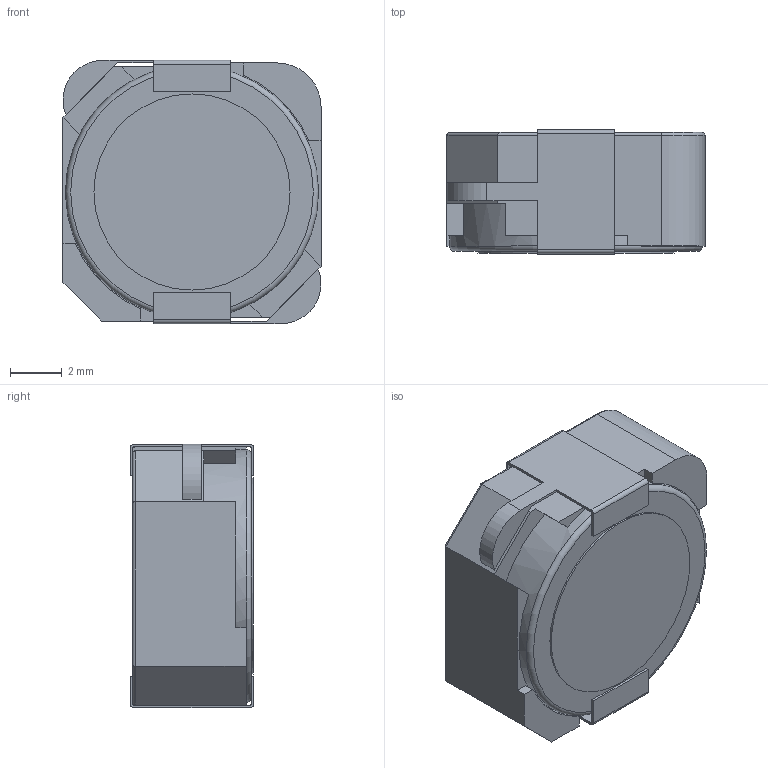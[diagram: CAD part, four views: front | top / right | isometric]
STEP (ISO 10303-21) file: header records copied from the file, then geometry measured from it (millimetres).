
FILE_DESCRIPTION (( 'STEP AP214' ), '1' );
FILE_NAME ('SRR1050A-120Y.STEP', '2018-09-30T13:58:56', ( '' ), ( '' ), 'SwSTEP 2.0', 'SolidWorks 2017', '' );
FILE_SCHEMA (( 'AUTOMOTIVE_DESIGN' ));
Length unit declared in the file: millimetre
Products named in the file (1): SRR1050A-120Y
Bounding box: 10 x 4.8 x 10.2 mm (x, y, z)
Volume: 414.9 mm3; surface area: 517.7 mm2
Topology: 3 solids, 3 shells, 107 faces, 279 edges, 180 vertices
Faces by surface type: plane 71, cylinder 33, torus 3
Entity records: 3528 total; most frequent: CARTESIAN_POINT 585, ORIENTED_EDGE 558, DIRECTION 556, EDGE_CURVE 279, VECTOR 206, LINE 206, VERTEX_POINT 180, AXIS2_PLACEMENT_3D 175
